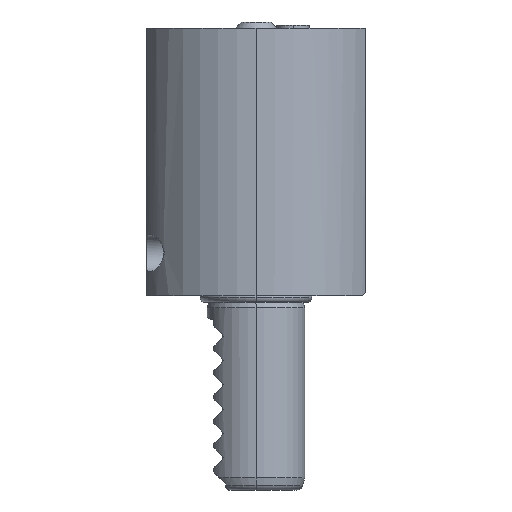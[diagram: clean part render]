
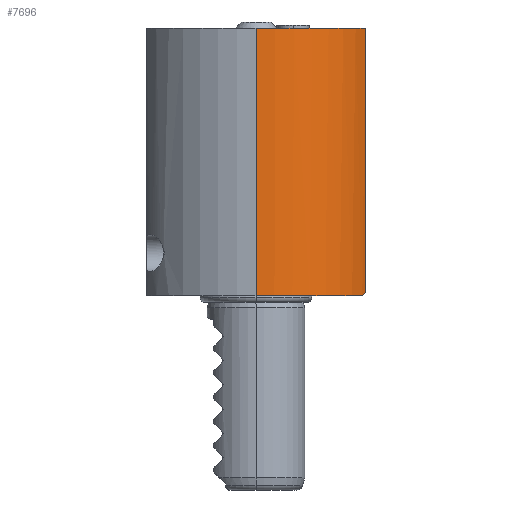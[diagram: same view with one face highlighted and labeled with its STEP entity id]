
A CAD part, left-side view. The second image highlights one B-rep face of the part: STEP entity #7696.
In plain terms, the highlighted cylindrical face has radius 20 mm (diameter 40 mm), a partial arc.
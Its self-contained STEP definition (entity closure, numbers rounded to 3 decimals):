
#147 = CARTESIAN_POINT ( 'NONE',  ( -49.348, -4.389, 2.374 ) ) ;
#333 = EDGE_CURVE ( 'NONE', #3119, #5424, #7658, .T. ) ;
#400 = EDGE_CURVE ( 'NONE', #1818, #5995, #8177, .T. ) ;
#539 = ORIENTED_EDGE ( 'NONE', *, *, #400, .F. ) ;
#923 = CARTESIAN_POINT ( 'NONE',  ( -59.666, 13.111, 2.374 ) ) ;
#1602 = CYLINDRICAL_SURFACE ( 'NONE', #5452, 20. ) ;
#1818 = VERTEX_POINT ( 'NONE', #8584 ) ;
#2098 = EDGE_CURVE ( 'NONE', #1818, #7653, #2985, .T. ) ;
#2287 = ORIENTED_EDGE ( 'NONE', *, *, #4899, .T. ) ;
#2440 = CARTESIAN_POINT ( 'NONE',  ( -59.666, 13.111, 46.374 ) ) ;
#2484 = LINE ( 'NONE', #2440, #6432 ) ;
#2573 = DIRECTION ( 'NONE',  ( -1., 0., 0. ) ) ;
#2603 = CARTESIAN_POINT ( 'NONE',  ( -39.666, 13.111, 46.374 ) ) ;
#2687 = ORIENTED_EDGE ( 'NONE', *, *, #5753, .T. ) ;
#2985 =( BOUNDED_CURVE ( )  B_SPLINE_CURVE ( 3, ( #147, #7619, #5633, #6348 ),
 .UNSPECIFIED., .F., .F. ) 
 B_SPLINE_CURVE_WITH_KNOTS ( ( 4, 4 ),
 ( 2.636, 2.691 ),
 .UNSPECIFIED. ) 
 CURVE ( )  GEOMETRIC_REPRESENTATION_ITEM ( )  RATIONAL_B_SPLINE_CURVE ( ( 1., 1., 1., 1. ) ) 
 REPRESENTATION_ITEM ( '' )  );
#3042 = DIRECTION ( 'NONE',  ( 0., 0., -1. ) ) ;
#3119 = VERTEX_POINT ( 'NONE', #3619 ) ;
#3121 = LINE ( 'NONE', #6204, #8330 ) ;
#3266 = DIRECTION ( 'NONE',  ( 1., 0., 0. ) ) ;
#3619 = CARTESIAN_POINT ( 'NONE',  ( -59.666, 13.111, 46.374 ) ) ;
#3965 = DIRECTION ( 'NONE',  ( -1., 0., 0. ) ) ;
#4129 = AXIS2_PLACEMENT_3D ( 'NONE', #6646, #6696, #3266 ) ;
#4336 = EDGE_LOOP ( 'NONE', ( #5817, #2287, #539, #5955, #2687 ) ) ;
#4623 = DIRECTION ( 'NONE',  ( 0., 0., -1. ) ) ;
#4763 = DIRECTION ( 'NONE',  ( 0., 0., 1. ) ) ;
#4865 = AXIS2_PLACEMENT_3D ( 'NONE', #8740, #7298, #3965 ) ;
#4899 = EDGE_CURVE ( 'NONE', #3119, #5995, #2484, .T. ) ;
#5312 = CARTESIAN_POINT ( 'NONE',  ( -48.383, -4.889, 2.874 ) ) ;
#5424 = VERTEX_POINT ( 'NONE', #6451 ) ;
#5452 = AXIS2_PLACEMENT_3D ( 'NONE', #2603, #4623, #2573 ) ;
#5633 = CARTESIAN_POINT ( 'NONE',  ( -48.709, -4.731, 2.716 ) ) ;
#5753 = EDGE_CURVE ( 'NONE', #7653, #5424, #3121, .T. ) ;
#5817 = ORIENTED_EDGE ( 'NONE', *, *, #333, .F. ) ;
#5955 = ORIENTED_EDGE ( 'NONE', *, *, #2098, .T. ) ;
#5995 = VERTEX_POINT ( 'NONE', #923 ) ;
#6204 = CARTESIAN_POINT ( 'NONE',  ( -48.383, -4.889, 46.374 ) ) ;
#6348 = CARTESIAN_POINT ( 'NONE',  ( -48.383, -4.889, 2.874 ) ) ;
#6432 = VECTOR ( 'NONE', #3042, 1000. ) ;
#6451 = CARTESIAN_POINT ( 'NONE',  ( -48.383, -4.889, 46.374 ) ) ;
#6646 = CARTESIAN_POINT ( 'NONE',  ( -39.666, 13.111, 46.374 ) ) ;
#6696 = DIRECTION ( 'NONE',  ( 0., 0., 1. ) ) ;
#7298 = DIRECTION ( 'NONE',  ( 0., 0., -1. ) ) ;
#7619 = CARTESIAN_POINT ( 'NONE',  ( -49.031, -4.564, 2.549 ) ) ;
#7653 = VERTEX_POINT ( 'NONE', #5312 ) ;
#7658 = CIRCLE ( 'NONE', #4129, 20. ) ;
#7696 = ADVANCED_FACE ( 'NONE', ( #8856 ), #1602, .T. ) ;
#8177 = CIRCLE ( 'NONE', #4865, 20. ) ;
#8330 = VECTOR ( 'NONE', #4763, 1000. ) ;
#8584 = CARTESIAN_POINT ( 'NONE',  ( -49.348, -4.389, 2.374 ) ) ;
#8740 = CARTESIAN_POINT ( 'NONE',  ( -39.666, 13.111, 2.374 ) ) ;
#8856 = FACE_OUTER_BOUND ( 'NONE', #4336, .T. ) ;
